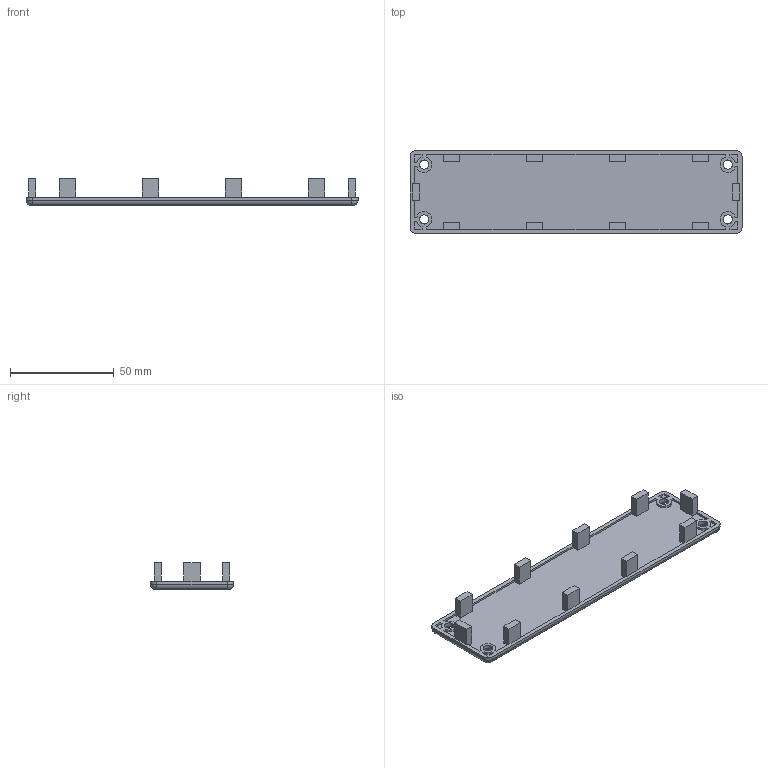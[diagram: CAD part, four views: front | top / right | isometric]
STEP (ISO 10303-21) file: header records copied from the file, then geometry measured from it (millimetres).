
FILE_DESCRIPTION (( 'STEP AP203' ), '1' );
FILE_NAME ('201401600_c_1.STEP', '2023-03-19T02:07:08', ( '' ), ( '' ), 'SwSTEP 2.0', 'SolidWorks 2014', '' );
FILE_SCHEMA (( 'CONFIG_CONTROL_DESIGN' ));
Length unit declared in the file: millimetre
Products named in the file (1): 201401600_c_1
Bounding box: 160 x 40 x 13 mm (x, y, z)
Volume: 21845.5 mm3; surface area: 16727.7 mm2
Topology: 1 solids, 1 shells, 141 faces, 382 edges, 252 vertices
Faces by surface type: plane 103, cylinder 34, bspline 4
Entity records: 4537 total; most frequent: CARTESIAN_POINT 848, ORIENTED_EDGE 764, DIRECTION 722, EDGE_CURVE 382, LINE 310, VECTOR 310, VERTEX_POINT 252, AXIS2_PLACEMENT_3D 206
